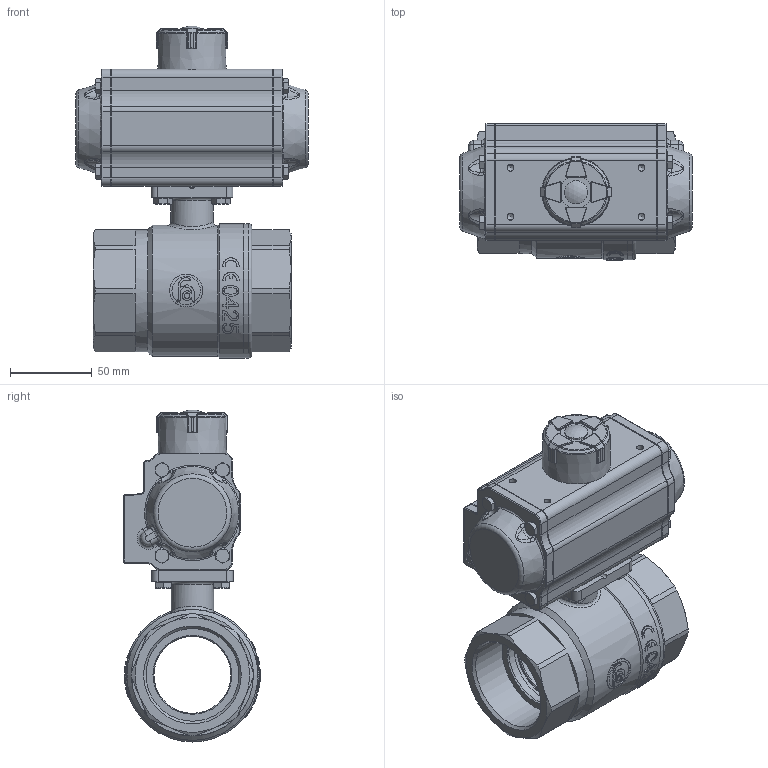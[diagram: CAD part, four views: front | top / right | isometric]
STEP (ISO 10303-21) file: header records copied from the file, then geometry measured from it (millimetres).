
FILE_DESCRIPTION(/* description */ ('Unknown'),/* implementation_level */ '2;1');
FILE_NAME(/* name */ 'DW02_FR01 0767-09',/* time_stamp */ '2022-10-17T12:34:40+02:00',/* author */ ('Unknown'),/* organization */ ('Unknown'),/* preprocessor_version */ 'ST-DEVELOPER v16.7',/* originating_system */ 'Solid Edge',/* authorisation */ 'Unknown');
FILE_SCHEMA (('AUTOMOTIVE_DESIGN {1 0 10303 214 3 1 1}'));
Length unit declared in the file: millimetre
Products named in the file (17): DW02_FR010767-09; 2.110.050_(767-09); LA0160#11050; AT0042#36; LA0161#050; OR0072#V31; OR0072#V50; LA0022#050; SE0164#050; RO0079#12; DIN 933 M6x18 A2-70 BLK_EDST; DW02_FR01_(DW20_FR15); KP-50; cup head square neck bolts grade b gb_GB_FASTENER_BOLT_CHSNBSHB M6X25
-N; ________(___________; _____________; ______
Assembly tree (24 placements, depth 3):
  DW02_FR010767-09
    2.110.050_(767-09)
      LA0160#11050
      AT0042#36
      LA0161#050
      OR0072#V31  x2
      OR0072#V50  x2
      LA0022#050
      SE0164#050  x2
      RO0079#12
    DIN 933 M6x18 A2-70 BLK_EDST  x4
    DW02_FR01_(DW20_FR15)
      KP-50
      cup head square neck bolts grade b gb_GB_FASTENER_BOLT_CHSNBSHB M6X25
-N
      ________(___________  x2
      _____________  x2
      ______
Bounding box: 142.2 x 83.5 x 202.82 mm (x, y, z)
Volume: 840355.8 mm3; surface area: 191297.4 mm2
Topology: 22 solids, 22 shells, 1440 faces, 3430 edges, 2084 vertices
Faces by surface type: plane 539, cylinder 403, cone 189, bspline 171, torus 123, sphere 15
Full cylindrical faces by diameter (mm): 2.1 x2, 3 x16, 3.3 x8, 3.341 x1, 4.2 x12, 5 x5, 6 x9, 6.2 x1, 7 x4, 8.8 x2, 10 x4, 11.7 x1, 12.8 x2, 13.9 x1, 14.2 x1, 15.7 x1, 15.9 x1, 15.98 x3, 16 x1, 16.1 x1, 17.345 x1, 19.5 x2, 20 x2, 20.5 x1, 22 x1, 23.5 x1, 26 x1, 35 x1, 38.5 x1, 47 x5
Entity records: 46695 total; most frequent: CARTESIAN_POINT 17429, DIRECTION 5468, ORIENTED_EDGE 5298, EDGE_CURVE 2649, AXIS2_PLACEMENT_3D 2199, VERTEX_POINT 1739, FACE_BOUND 1550, EDGE_LOOP 1530
